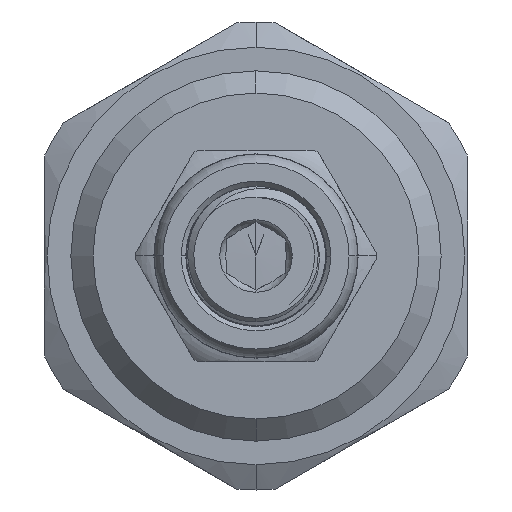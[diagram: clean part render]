
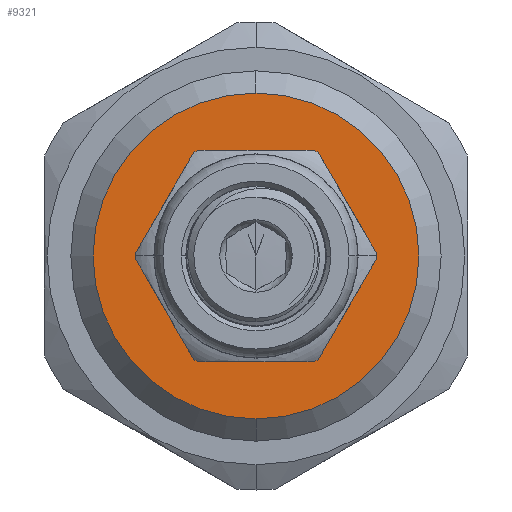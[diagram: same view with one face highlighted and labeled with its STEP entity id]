
A CAD part, left-side view. The second image highlights one B-rep face of the part: STEP entity #9321.
In plain terms, the highlighted planar face has unit normal (-1, 0, 0).
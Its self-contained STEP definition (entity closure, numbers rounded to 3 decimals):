
#533 = VERTEX_POINT ( 'NONE', #1461 ) ;
#786 = DIRECTION ( 'NONE',  ( -1., 0., 0. ) ) ;
#881 = EDGE_LOOP ( 'NONE', ( #4242, #4515 ) ) ;
#1075 = AXIS2_PLACEMENT_3D ( 'NONE', #7722, #8892, #11503 ) ;
#1141 = CIRCLE ( 'NONE', #4587, 11. ) ;
#1461 = CARTESIAN_POINT ( 'NONE',  ( 0., -6.875, 0. ) ) ;
#1662 = CIRCLE ( 'NONE', #16093, 11. ) ;
#2074 = VERTEX_POINT ( 'NONE', #14709 ) ;
#2555 = PLANE ( 'NONE',  #12031 ) ;
#2807 = VERTEX_POINT ( 'NONE', #13308 ) ;
#2931 = EDGE_CURVE ( 'NONE', #533, #2807, #9688, .T. ) ;
#3538 = CARTESIAN_POINT ( 'NONE',  ( 0., 0., 0. ) ) ;
#4242 = ORIENTED_EDGE ( 'NONE', *, *, #2931, .T. ) ;
#4515 = ORIENTED_EDGE ( 'NONE', *, *, #13128, .T. ) ;
#4587 = AXIS2_PLACEMENT_3D ( 'NONE', #12670, #13685, #8586 ) ;
#4854 = DIRECTION ( 'NONE',  ( 0., 1., 0. ) ) ;
#4946 = AXIS2_PLACEMENT_3D ( 'NONE', #3538, #12477, #4854 ) ;
#5529 = CIRCLE ( 'NONE', #1075, 6.875 ) ;
#6312 = DIRECTION ( 'NONE',  ( 0., 0., 1. ) ) ;
#7722 = CARTESIAN_POINT ( 'NONE',  ( 0., 0., 0. ) ) ;
#7758 = DIRECTION ( 'NONE',  ( -1., 0., 0. ) ) ;
#8334 = DIRECTION ( 'NONE',  ( 0., 0., 1. ) ) ;
#8359 = ORIENTED_EDGE ( 'NONE', *, *, #12414, .T. ) ;
#8432 = FACE_BOUND ( 'NONE', #881, .T. ) ;
#8436 = CARTESIAN_POINT ( 'NONE',  ( 0., 0., 0. ) ) ;
#8586 = DIRECTION ( 'NONE',  ( 0., 0., 1. ) ) ;
#8892 = DIRECTION ( 'NONE',  ( 1., 0., 0. ) ) ;
#8914 = CARTESIAN_POINT ( 'NONE',  ( 0., 0., 11. ) ) ;
#9016 = EDGE_CURVE ( 'NONE', #2074, #10068, #1662, .T. ) ;
#9321 = ADVANCED_FACE ( 'NONE', ( #8432, #9455 ), #2555, .T. ) ;
#9455 = FACE_OUTER_BOUND ( 'NONE', #13481, .T. ) ;
#9688 = CIRCLE ( 'NONE', #4946, 6.875 ) ;
#10068 = VERTEX_POINT ( 'NONE', #8914 ) ;
#11503 = DIRECTION ( 'NONE',  ( 0., 1., 0. ) ) ;
#12031 = AXIS2_PLACEMENT_3D ( 'NONE', #15515, #7758, #6312 ) ;
#12414 = EDGE_CURVE ( 'NONE', #10068, #2074, #1141, .T. ) ;
#12477 = DIRECTION ( 'NONE',  ( 1., 0., 0. ) ) ;
#12670 = CARTESIAN_POINT ( 'NONE',  ( 0., 0., 0. ) ) ;
#13128 = EDGE_CURVE ( 'NONE', #2807, #533, #5529, .T. ) ;
#13308 = CARTESIAN_POINT ( 'NONE',  ( 0., 6.875, 0. ) ) ;
#13481 = EDGE_LOOP ( 'NONE', ( #16425, #8359 ) ) ;
#13685 = DIRECTION ( 'NONE',  ( -1., 0., 0. ) ) ;
#14709 = CARTESIAN_POINT ( 'NONE',  ( 0., 0., -11. ) ) ;
#15515 = CARTESIAN_POINT ( 'NONE',  ( 0., 0., 0. ) ) ;
#16093 = AXIS2_PLACEMENT_3D ( 'NONE', #8436, #786, #8334 ) ;
#16425 = ORIENTED_EDGE ( 'NONE', *, *, #9016, .T. ) ;
